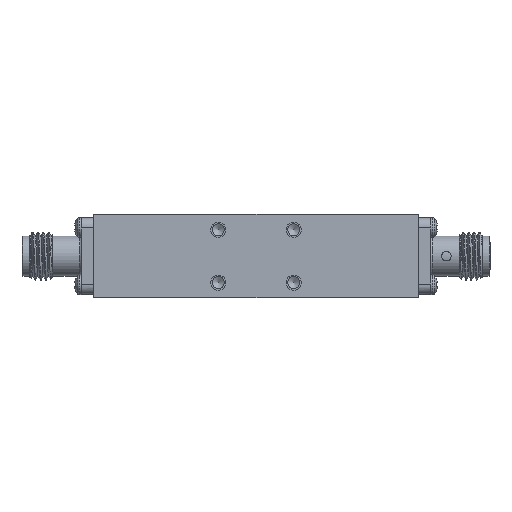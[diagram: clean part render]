
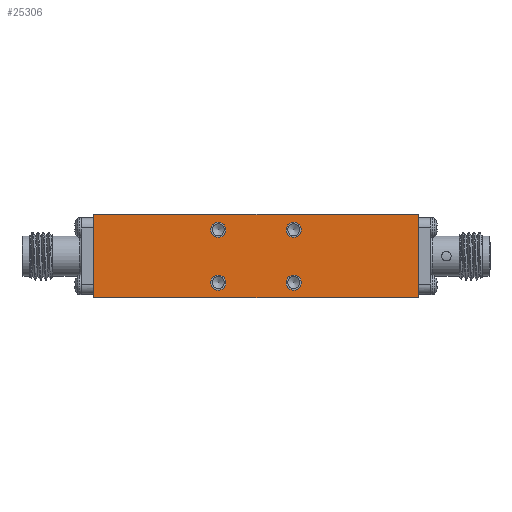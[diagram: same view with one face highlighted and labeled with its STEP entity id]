
A CAD part, front view. The second image highlights one B-rep face of the part: STEP entity #25306.
In plain terms, the highlighted planar face has unit normal (0, -1, 0).
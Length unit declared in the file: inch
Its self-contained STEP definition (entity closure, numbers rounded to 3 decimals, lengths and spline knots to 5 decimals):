
#605 = CARTESIAN_POINT ( 'NONE',  ( -0.84646, -0.29528, 0.21654 ) ) ;
#702 = EDGE_CURVE ( 'NONE', #2147, #2147, #17027, .T. ) ;
#1206 = DIRECTION ( 'NONE',  ( 1., 0., 0. ) ) ;
#1428 = EDGE_CURVE ( 'NONE', #24635, #24635, #22283, .T. ) ;
#1516 = DIRECTION ( 'NONE',  ( 0., 0., -1. ) ) ;
#2011 = FACE_BOUND ( 'NONE', #24093, .T. ) ;
#2147 = VERTEX_POINT ( 'NONE', #4719 ) ;
#2158 = DIRECTION ( 'NONE',  ( 0., 0., -1. ) ) ;
#3251 = ORIENTED_EDGE ( 'NONE', *, *, #702, .F. ) ;
#3643 = LINE ( 'NONE', #18853, #11016 ) ;
#4719 = CARTESIAN_POINT ( 'NONE',  ( -0.19685, -0.29528, -0.17717 ) ) ;
#5837 = EDGE_CURVE ( 'NONE', #18421, #31029, #22540, .T. ) ;
#6756 = VERTEX_POINT ( 'NONE', #14742 ) ;
#6859 = FACE_BOUND ( 'NONE', #24067, .T. ) ;
#7205 = AXIS2_PLACEMENT_3D ( 'NONE', #10210, #27516, #27345 ) ;
#7495 = CARTESIAN_POINT ( 'NONE',  ( 0.84646, -0.29528, -0.21654 ) ) ;
#7743 = CARTESIAN_POINT ( 'NONE',  ( 0.19685, -0.29528, -0.1378 ) ) ;
#7779 = CARTESIAN_POINT ( 'NONE',  ( -0.19685, -0.29528, 0.09843 ) ) ;
#8098 = EDGE_CURVE ( 'NONE', #30287, #30287, #28516, .T. ) ;
#8333 = EDGE_CURVE ( 'NONE', #26526, #18421, #22936, .T. ) ;
#9843 = ORIENTED_EDGE ( 'NONE', *, *, #8098, .F. ) ;
#10210 = CARTESIAN_POINT ( 'NONE',  ( -0.19685, -0.29528, -0.1378 ) ) ;
#10282 = EDGE_CURVE ( 'NONE', #26526, #6756, #3643, .T. ) ;
#10831 = ORIENTED_EDGE ( 'NONE', *, *, #8333, .F. ) ;
#11016 = VECTOR ( 'NONE', #28556, 39.37008 ) ;
#11038 = VECTOR ( 'NONE', #1206, 39.37008 ) ;
#11243 = EDGE_CURVE ( 'NONE', #6756, #31029, #18026, .T. ) ;
#11562 = CARTESIAN_POINT ( 'NONE',  ( -0.84646, -0.29528, 0.21654 ) ) ;
#11874 = PLANE ( 'NONE',  #15583 ) ;
#12029 = FACE_BOUND ( 'NONE', #28645, .T. ) ;
#12925 = DIRECTION ( 'NONE',  ( 0., -1., 0. ) ) ;
#14742 = CARTESIAN_POINT ( 'NONE',  ( -0.84646, -0.29528, -0.21654 ) ) ;
#15031 = DIRECTION ( 'NONE',  ( 0., 0., -1. ) ) ;
#15459 = DIRECTION ( 'NONE',  ( 1., 0., 0. ) ) ;
#15583 = AXIS2_PLACEMENT_3D ( 'NONE', #11562, #29337, #23873 ) ;
#15677 = CARTESIAN_POINT ( 'NONE',  ( 0.19685, -0.29528, 0.09843 ) ) ;
#15806 = DIRECTION ( 'NONE',  ( 0., 0., -1. ) ) ;
#17027 = CIRCLE ( 'NONE', #7205, 0.03937 ) ;
#17327 = EDGE_LOOP ( 'NONE', ( #22839 ) ) ;
#18026 = LINE ( 'NONE', #23378, #11038 ) ;
#18264 = ORIENTED_EDGE ( 'NONE', *, *, #5837, .F. ) ;
#18421 = VERTEX_POINT ( 'NONE', #29520 ) ;
#18669 = CARTESIAN_POINT ( 'NONE',  ( -0.19685, -0.29528, 0.1378 ) ) ;
#18853 = CARTESIAN_POINT ( 'NONE',  ( -0.84646, -0.29528, 0.21654 ) ) ;
#19403 = ORIENTED_EDGE ( 'NONE', *, *, #11243, .T. ) ;
#19423 = ORIENTED_EDGE ( 'NONE', *, *, #10282, .T. ) ;
#20230 = AXIS2_PLACEMENT_3D ( 'NONE', #20836, #23429, #15806 ) ;
#20836 = CARTESIAN_POINT ( 'NONE',  ( 0.19685, -0.29528, 0.1378 ) ) ;
#21266 = DIRECTION ( 'NONE',  ( 0., -1., 0. ) ) ;
#22216 = CARTESIAN_POINT ( 'NONE',  ( 0.84646, -0.29528, 0.21654 ) ) ;
#22283 = CIRCLE ( 'NONE', #30553, 0.03937 ) ;
#22540 = LINE ( 'NONE', #22216, #26878 ) ;
#22839 = ORIENTED_EDGE ( 'NONE', *, *, #24733, .F. ) ;
#22936 = LINE ( 'NONE', #605, #26458 ) ;
#23378 = CARTESIAN_POINT ( 'NONE',  ( -0.84646, -0.29528, -0.21654 ) ) ;
#23429 = DIRECTION ( 'NONE',  ( 0., -1., 0. ) ) ;
#23873 = DIRECTION ( 'NONE',  ( 0., 0., 1. ) ) ;
#24067 = EDGE_LOOP ( 'NONE', ( #29033 ) ) ;
#24093 = EDGE_LOOP ( 'NONE', ( #9843 ) ) ;
#24484 = CARTESIAN_POINT ( 'NONE',  ( 0.19685, -0.29528, -0.17717 ) ) ;
#24635 = VERTEX_POINT ( 'NONE', #24484 ) ;
#24733 = EDGE_CURVE ( 'NONE', #25081, #25081, #25429, .T. ) ;
#25081 = VERTEX_POINT ( 'NONE', #15677 ) ;
#25306 = ADVANCED_FACE ( 'NONE', ( #2011, #29028, #6859, #12029, #29193 ), #11874, .F. ) ;
#25429 = CIRCLE ( 'NONE', #20230, 0.03937 ) ;
#25821 = CARTESIAN_POINT ( 'NONE',  ( -0.84646, -0.29528, 0.21654 ) ) ;
#26458 = VECTOR ( 'NONE', #15459, 39.37008 ) ;
#26526 = VERTEX_POINT ( 'NONE', #25821 ) ;
#26878 = VECTOR ( 'NONE', #2158, 39.37008 ) ;
#27345 = DIRECTION ( 'NONE',  ( 0., 0., -1. ) ) ;
#27516 = DIRECTION ( 'NONE',  ( 0., -1., 0. ) ) ;
#28320 = EDGE_LOOP ( 'NONE', ( #19403, #18264, #10831, #19423 ) ) ;
#28516 = CIRCLE ( 'NONE', #29549, 0.03937 ) ;
#28556 = DIRECTION ( 'NONE',  ( 0., 0., -1. ) ) ;
#28645 = EDGE_LOOP ( 'NONE', ( #3251 ) ) ;
#29028 = FACE_BOUND ( 'NONE', #17327, .T. ) ;
#29033 = ORIENTED_EDGE ( 'NONE', *, *, #1428, .F. ) ;
#29193 = FACE_OUTER_BOUND ( 'NONE', #28320, .T. ) ;
#29337 = DIRECTION ( 'NONE',  ( 0., 1., 0. ) ) ;
#29520 = CARTESIAN_POINT ( 'NONE',  ( 0.84646, -0.29528, 0.21654 ) ) ;
#29549 = AXIS2_PLACEMENT_3D ( 'NONE', #18669, #21266, #1516 ) ;
#30287 = VERTEX_POINT ( 'NONE', #7779 ) ;
#30553 = AXIS2_PLACEMENT_3D ( 'NONE', #7743, #12925, #15031 ) ;
#31029 = VERTEX_POINT ( 'NONE', #7495 ) ;
